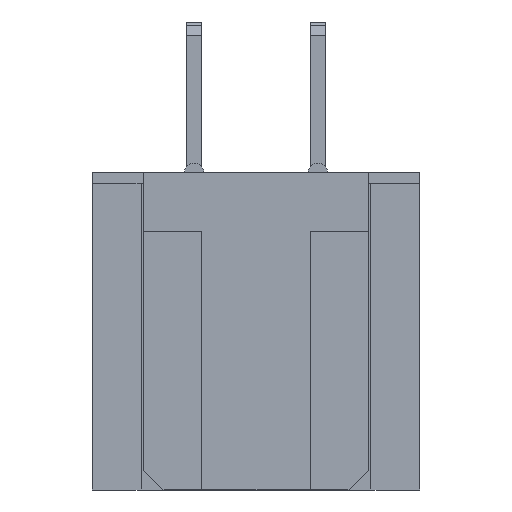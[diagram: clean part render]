
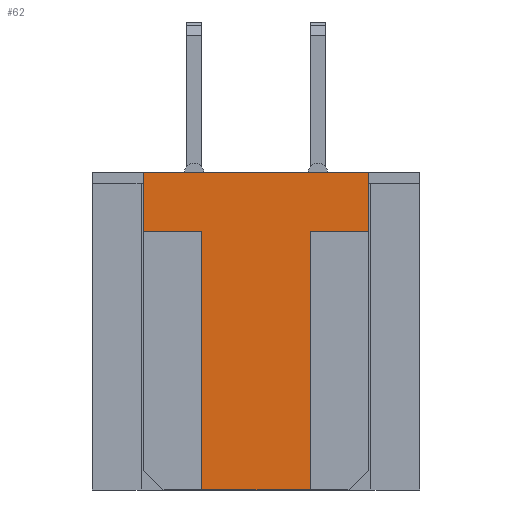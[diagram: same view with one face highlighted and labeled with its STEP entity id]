
A CAD part, left-side view. The second image highlights one B-rep face of the part: STEP entity #62.
In plain terms, the highlighted planar face has unit normal (-1, 0, 0).
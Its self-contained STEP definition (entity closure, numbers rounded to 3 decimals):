
#62=ADVANCED_FACE('',(#1845),#1846,.T.);
#1845=FACE_OUTER_BOUND('',#5535,.T.);
#1846=PLANE('',#5536);
#5535=EDGE_LOOP('',(#9589,#9590,#9591,#9592,#9593,#9594,#9595,#9596));
#5536=AXIS2_PLACEMENT_3D('',#9597,#9598,#9599);
#9589=ORIENTED_EDGE('',*,*,#23319,.T.);
#9590=ORIENTED_EDGE('',*,*,#23348,.T.);
#9591=ORIENTED_EDGE('',*,*,#23341,.T.);
#9592=ORIENTED_EDGE('',*,*,#23349,.F.);
#9593=ORIENTED_EDGE('',*,*,#22953,.F.);
#9594=ORIENTED_EDGE('',*,*,#23347,.T.);
#9595=ORIENTED_EDGE('',*,*,#23339,.T.);
#9596=ORIENTED_EDGE('',*,*,#23350,.F.);
#9597=CARTESIAN_POINT('',(-27.29,1.11,-0.2));
#9598=DIRECTION('',(-1.0,0.0,0.0));
#9599=DIRECTION('',(0.0,0.0,1.0));
#22953=EDGE_CURVE('',#27352,#27354,#27355,.T.);
#23319=EDGE_CURVE('',#28079,#28077,#28080,.T.);
#23339=EDGE_CURVE('',#28115,#28113,#28116,.T.);
#23341=EDGE_CURVE('',#28118,#28119,#28120,.T.);
#23347=EDGE_CURVE('',#27352,#28115,#28127,.T.);
#23348=EDGE_CURVE('',#28077,#28118,#28128,.T.);
#23349=EDGE_CURVE('',#27354,#28119,#28129,.T.);
#23350=EDGE_CURVE('',#28079,#28113,#28130,.T.);
#27352=VERTEX_POINT('',#34623);
#27354=VERTEX_POINT('',#34626);
#27355=LINE('',#34627,#34628);
#28077=VERTEX_POINT('',#35714);
#28079=VERTEX_POINT('',#35717);
#28080=LINE('',#35718,#35719);
#28113=VERTEX_POINT('',#35770);
#28115=VERTEX_POINT('',#35773);
#28116=LINE('',#35774,#35775);
#28118=VERTEX_POINT('',#35778);
#28119=VERTEX_POINT('',#35779);
#28120=LINE('',#35780,#35781);
#28127=LINE('',#35793,#35794);
#28128=LINE('',#35795,#35796);
#28129=LINE('',#35797,#35798);
#28130=LINE('',#35799,#35800);
#34623=CARTESIAN_POINT('',(-27.29,2.31,-0.2));
#34626=CARTESIAN_POINT('',(-27.29,-2.31,-0.2));
#34627=CARTESIAN_POINT('',(-27.29,2.31,-0.2));
#34628=VECTOR('',#47773,4.62);
#35714=CARTESIAN_POINT('',(-27.29,-1.11,-6.7));
#35717=CARTESIAN_POINT('',(-27.29,1.11,-6.7));
#35718=CARTESIAN_POINT('',(-27.29,1.11,-6.7));
#35719=VECTOR('',#48139,2.22);
#35770=CARTESIAN_POINT('',(-27.29,1.11,-1.4));
#35773=CARTESIAN_POINT('',(-27.29,2.31,-1.4));
#35774=CARTESIAN_POINT('',(-27.29,2.31,-1.4));
#35775=VECTOR('',#48159,1.2);
#35778=CARTESIAN_POINT('',(-27.29,-1.11,-1.4));
#35779=CARTESIAN_POINT('',(-27.29,-2.31,-1.4));
#35780=CARTESIAN_POINT('',(-27.29,-1.11,-1.4));
#35781=VECTOR('',#48161,1.2);
#35793=CARTESIAN_POINT('',(-27.29,2.31,-0.2));
#35794=VECTOR('',#48167,1.2);
#35795=CARTESIAN_POINT('',(-27.29,-1.11,-6.7));
#35796=VECTOR('',#48168,5.3);
#35797=CARTESIAN_POINT('',(-27.29,-2.31,-0.2));
#35798=VECTOR('',#48169,1.2);
#35799=CARTESIAN_POINT('',(-27.29,1.11,-6.7));
#35800=VECTOR('',#48170,5.3);
#47773=DIRECTION('',(0.0,-1.0,0.0));
#48139=DIRECTION('',(0.0,-1.0,0.0));
#48159=DIRECTION('',(0.0,-1.0,0.0));
#48161=DIRECTION('',(0.0,-1.0,0.0));
#48167=DIRECTION('',(0.0,0.0,-1.0));
#48168=DIRECTION('',(0.0,0.0,1.0));
#48169=DIRECTION('',(0.0,0.0,-1.0));
#48170=DIRECTION('',(0.0,0.0,1.0));
